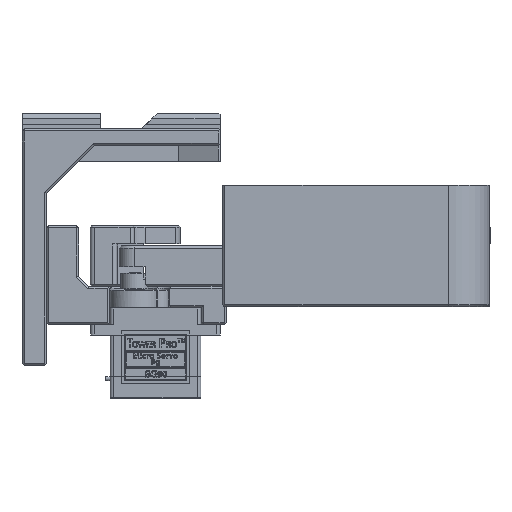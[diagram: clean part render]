
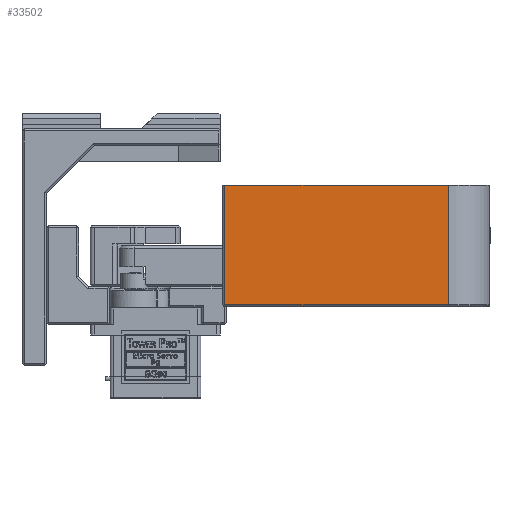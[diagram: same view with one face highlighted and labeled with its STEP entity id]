
A CAD part, front view. The second image highlights one B-rep face of the part: STEP entity #33502.
In plain terms, the highlighted face is planar.
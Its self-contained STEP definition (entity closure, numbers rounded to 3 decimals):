
#2256=PLANE('',#36105);
#3644=FACE_OUTER_BOUND('',#5493,.T.);
#5493=EDGE_LOOP('',(#28684,#28685,#28686,#28687));
#8196=LINE('',#60382,#11305);
#8197=LINE('',#60385,#11306);
#8200=LINE('',#60391,#11309);
#8201=LINE('',#60392,#11310);
#11305=VECTOR('',#42612,10.);
#11306=VECTOR('',#42615,10.);
#11309=VECTOR('',#42620,10.);
#11310=VECTOR('',#42621,10.);
#15945=VERTEX_POINT('',#60356);
#15954=VERTEX_POINT('',#60380);
#15955=VERTEX_POINT('',#60384);
#15957=VERTEX_POINT('',#60390);
#20351=EDGE_CURVE('',#15954,#15945,#8196,.T.);
#20352=EDGE_CURVE('',#15945,#15955,#8197,.T.);
#20355=EDGE_CURVE('',#15954,#15957,#8200,.T.);
#20356=EDGE_CURVE('',#15955,#15957,#8201,.T.);
#28684=ORIENTED_EDGE('',*,*,#20351,.F.);
#28685=ORIENTED_EDGE('',*,*,#20355,.T.);
#28686=ORIENTED_EDGE('',*,*,#20356,.F.);
#28687=ORIENTED_EDGE('',*,*,#20352,.F.);
#33502=ADVANCED_FACE('',(#3644),#2256,.T.);
#36105=AXIS2_PLACEMENT_3D('',#60389,#42618,#42619);
#42612=DIRECTION('',(0.,0.,-1.));
#42615=DIRECTION('',(-1.,0.,0.));
#42618=DIRECTION('center_axis',(0.,-1.,
0.));
#42619=DIRECTION('ref_axis',(0.,0.,
1.));
#42620=DIRECTION('',(-1.,0.,0.));
#42621=DIRECTION('',(0.,0.,1.));
#60356=CARTESIAN_POINT('',(88.071,9.231,-2.869));
#60380=CARTESIAN_POINT('',(88.082,9.231,26.631));
#60382=CARTESIAN_POINT('',(88.075,9.231,7.881));
#60384=CARTESIAN_POINT('',(32.58,9.244,-2.848));
#60385=CARTESIAN_POINT('',(78.074,9.233,-2.865));
#60389=CARTESIAN_POINT('Origin',(78.076,9.233,1.635));
#60390=CARTESIAN_POINT('',(32.591,9.244,26.652));
#60391=CARTESIAN_POINT('',(41.86,9.242,26.649));
#60392=CARTESIAN_POINT('',(32.586,9.244,12.902));
